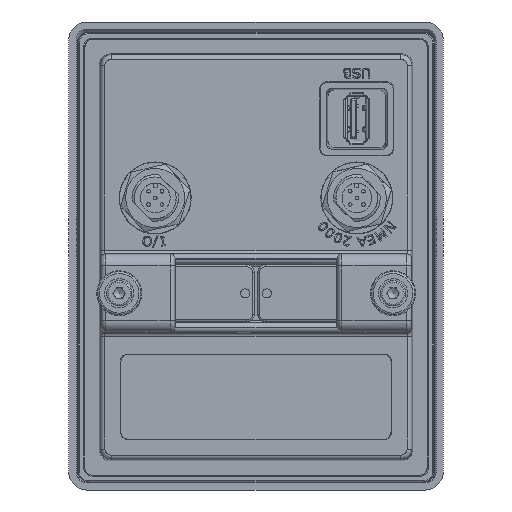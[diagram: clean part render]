
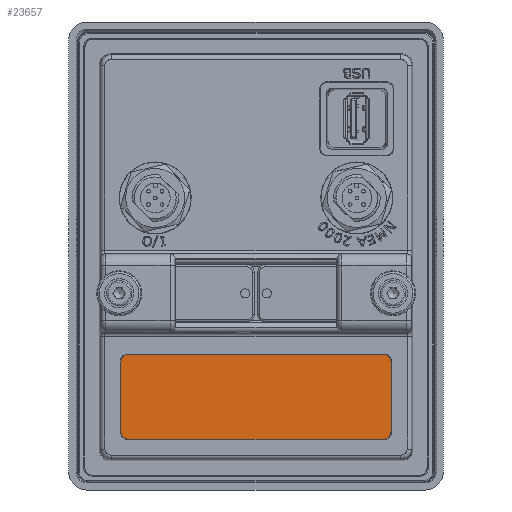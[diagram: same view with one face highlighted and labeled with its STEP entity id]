
A CAD part, front view. The second image highlights one B-rep face of the part: STEP entity #23657.
In plain terms, the highlighted planar face has unit normal (0, -1, 0).
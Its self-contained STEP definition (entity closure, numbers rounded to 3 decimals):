
#1101=ELLIPSE('',#25309,2.061,2.);
#1102=ELLIPSE('',#25310,2.061,2.);
#1103=ELLIPSE('',#25311,2.061,2.);
#1104=ELLIPSE('',#25312,2.061,2.);
#2818=FACE_OUTER_BOUND('',#4261,.T.);
#4261=EDGE_LOOP('',(#18990,#18991,#18992,#18993,#18994,#18995,#18996,#18997));
#6542=LINE('',#60475,#8493);
#6543=LINE('',#60479,#8494);
#6544=LINE('',#60483,#8495);
#6545=LINE('',#60487,#8496);
#8493=VECTOR('',#29139,1000.);
#8494=VECTOR('',#29142,1000.);
#8495=VECTOR('',#29145,1000.);
#8496=VECTOR('',#29148,1000.);
#10643=VERTEX_POINT('',#60473);
#10644=VERTEX_POINT('',#60474);
#10645=VERTEX_POINT('',#60476);
#10646=VERTEX_POINT('',#60478);
#10647=VERTEX_POINT('',#60480);
#10648=VERTEX_POINT('',#60482);
#10649=VERTEX_POINT('',#60484);
#10650=VERTEX_POINT('',#60486);
#13626=EDGE_CURVE('',#10643,#10644,#6542,.T.);
#13627=EDGE_CURVE('',#10644,#10645,#1101,.T.);
#13628=EDGE_CURVE('',#10645,#10646,#6543,.T.);
#13629=EDGE_CURVE('',#10646,#10647,#1102,.T.);
#13630=EDGE_CURVE('',#10647,#10648,#6544,.T.);
#13631=EDGE_CURVE('',#10648,#10649,#1103,.T.);
#13632=EDGE_CURVE('',#10649,#10650,#6545,.T.);
#13633=EDGE_CURVE('',#10650,#10643,#1104,.T.);
#18990=ORIENTED_EDGE('',*,*,#13626,.T.);
#18991=ORIENTED_EDGE('',*,*,#13627,.T.);
#18992=ORIENTED_EDGE('',*,*,#13628,.T.);
#18993=ORIENTED_EDGE('',*,*,#13629,.T.);
#18994=ORIENTED_EDGE('',*,*,#13630,.T.);
#18995=ORIENTED_EDGE('',*,*,#13631,.T.);
#18996=ORIENTED_EDGE('',*,*,#13632,.T.);
#18997=ORIENTED_EDGE('',*,*,#13633,.T.);
#22620=PLANE('',#25308);
#23657=ADVANCED_FACE('',(#2818),#22620,.T.);
#25308=AXIS2_PLACEMENT_3D('',#60472,#29137,#29138);
#25309=AXIS2_PLACEMENT_3D('',#60477,#29140,#29141);
#25310=AXIS2_PLACEMENT_3D('',#60481,#29143,#29144);
#25311=AXIS2_PLACEMENT_3D('',#60485,#29146,#29147);
#25312=AXIS2_PLACEMENT_3D('',#60488,#29149,#29150);
#29137=DIRECTION('center_axis',(0.,-1.,0.));
#29138=DIRECTION('ref_axis',(0.,0.,-1.));
#29139=DIRECTION('',(1.,0.,0.));
#29140=DIRECTION('center_axis',(0.,-1.,0.));
#29141=DIRECTION('ref_axis',(-0.707,0.,0.707));
#29142=DIRECTION('',(0.,0.,1.));
#29143=DIRECTION('center_axis',(0.,-1.,0.));
#29144=DIRECTION('ref_axis',(-0.707,0.,-0.707));
#29145=DIRECTION('',(-1.,0.,0.));
#29146=DIRECTION('center_axis',(0.,-1.,0.));
#29147=DIRECTION('ref_axis',(-0.707,0.,0.707));
#29148=DIRECTION('',(0.,0.,-1.));
#29149=DIRECTION('center_axis',(0.,-1.,0.));
#29150=DIRECTION('ref_axis',(-0.707,0.,-0.707));
#60472=CARTESIAN_POINT('Origin',(-35.5,-11.4,-48.5));
#60473=CARTESIAN_POINT('',(-35.53,-11.4,-50.5));
#60474=CARTESIAN_POINT('',(35.53,-11.4,-50.5));
#60475=CARTESIAN_POINT('',(-35.5,-11.4,-50.5));
#60476=CARTESIAN_POINT('',(37.5,-11.4,-48.53));
#60477=CARTESIAN_POINT('Origin',(35.469,-11.4,-48.469));
#60478=CARTESIAN_POINT('',(37.5,-11.4,-28.97));
#60479=CARTESIAN_POINT('',(37.5,-11.4,-48.5));
#60480=CARTESIAN_POINT('',(35.53,-11.4,-27.));
#60481=CARTESIAN_POINT('Origin',(35.469,-11.4,-29.031));
#60482=CARTESIAN_POINT('',(-35.53,-11.4,-27.));
#60483=CARTESIAN_POINT('',(-35.5,-11.4,-27.));
#60484=CARTESIAN_POINT('',(-37.5,-11.4,-28.97));
#60485=CARTESIAN_POINT('Origin',(-35.469,-11.4,-29.031));
#60486=CARTESIAN_POINT('',(-37.5,-11.4,-48.53));
#60487=CARTESIAN_POINT('',(-37.5,-11.4,-48.5));
#60488=CARTESIAN_POINT('Origin',(-35.469,-11.4,-48.469));
